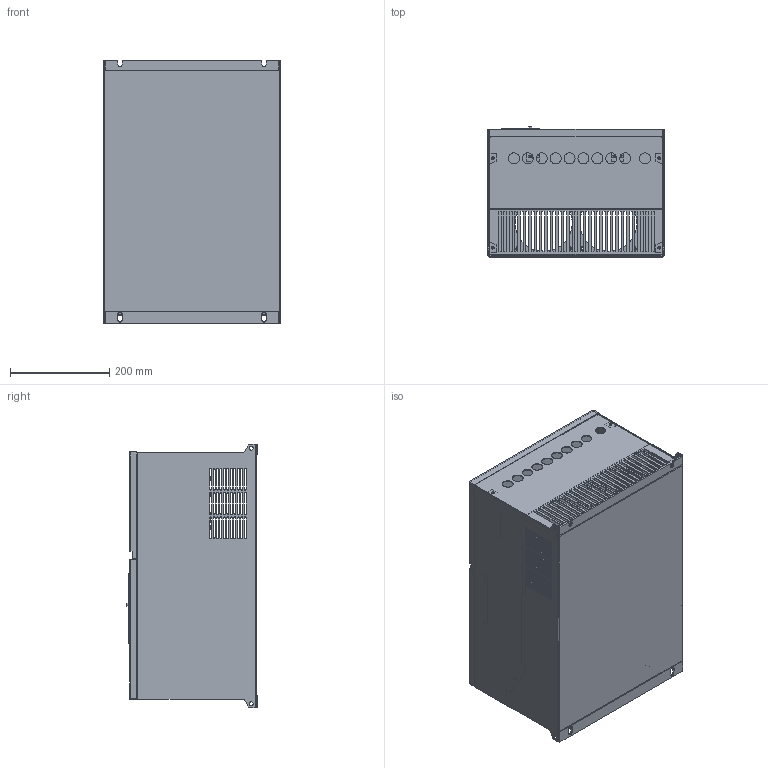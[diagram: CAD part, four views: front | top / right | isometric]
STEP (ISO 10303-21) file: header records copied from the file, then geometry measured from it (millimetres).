
FILE_DESCRIPTION(/* description */ (''),/* implementation_level */ '2;1');
FILE_NAME(/* name */ '740_45 кВт_Упростить_1.stp',/* time_stamp */ '2023-07-19T12:40:43+03:00',/* author */ ('Катюша'),/* organization */ (''),/* preprocessor_version */ 'ST-DEVELOPER v18.1',/* originating_system */ 'Autodesk Inventor 2022',/* authorisation */ '');
FILE_SCHEMA (('AUTOMOTIVE_DESIGN { 1 0 10303 214 3 1 1 }'));
Products named in the file (1): 740_45 кВт_Упростить_
1
Bounding box: 355 x 262.7 x 530 mm (x, y, z)
Volume: 1550629.8 mm3; surface area: 2057563.5 mm2
Topology: 1 solids, 1 shells, 2469 faces, 6602 edges, 4206 vertices
Faces by surface type: plane 1707, cylinder 729, bspline 12, sphere 10, cone 10, torus 1
Full cylindrical faces by diameter (mm): 1 x6, 2.2 x4, 2.5 x2, 2.6 x4, 3 x12, 3.5 x1, 4 x41, 4.3 x4, 4.4 x14, 5 x20, 5.2 x1, 5.4 x51, 6 x5, 6.3 x4, 7.9 x38, 8 x4, 22 x11, 40 x1, 80 x4, 115 x2
Entity records: 80946 total; most frequent: CARTESIAN_POINT 14629, ORIENTED_EDGE 13228, DIRECTION 13038, EDGE_CURVE 6614, LINE 5000, VECTOR 5000, VERTEX_POINT 4222, AXIS2_PLACEMENT_3D 4019
